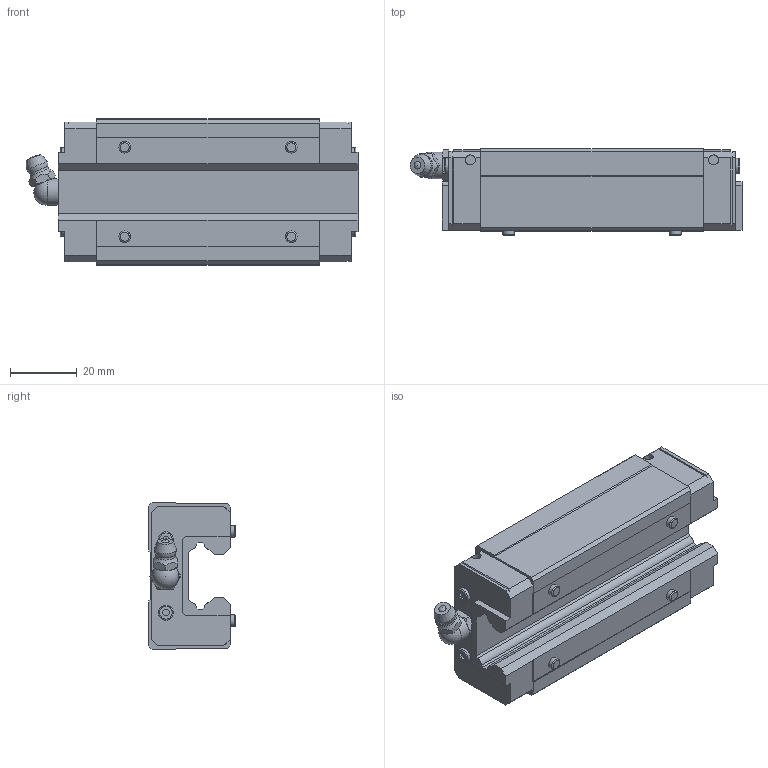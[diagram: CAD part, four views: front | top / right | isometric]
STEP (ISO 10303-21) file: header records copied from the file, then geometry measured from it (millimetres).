
FILE_DESCRIPTION(/* description */ ('STEP AP214'),/* implementation_level */ '2;1');
FILE_NAME(/* name */ 'HSR20LR1SS(GK) BLOCK(B-M6F1)',/* time_stamp */ '2023-02-06T12:41:21+01:00',/* author */ ('License CC BY-ND 4.0'),/* organization */ ('CADENAS'),/* preprocessor_version */ 'ST-DEVELOPER v18.102',/* originating_system */ 'PARTsolutions',/* authorisation */ ' ');
FILE_SCHEMA (('AUTOMOTIVE_DESIGN {1 0 10303 214 3 1 1}'));
Length unit declared in the file: millimetre
Products named in the file (3): HSR20LR1SS(GK) BLOCK(B-M6F1); hsr_ftht_B-M6F_grease_nipple_joint; HSR20LRSSB-M6F11R2S
Assembly tree (2 placements, depth 2):
  HSR20LR1SS(GK) BLOCK(B-M6F1)
    hsr_ftht_B-M6F_grease_nipple_joint
    HSR20LRSSB-M6F11R2S
Bounding box: 99.6 x 26 x 44 mm (x, y, z)
Volume: 73548.8 mm3; surface area: 17709 mm2
Topology: 2 solids, 2 shells, 230 faces, 590 edges, 379 vertices
Faces by surface type: plane 166, cylinder 30, cone 21, torus 10, sphere 3
Full cylindrical faces by diameter (mm): 3 x4, 3.43 x4, 4.134 x4, 4.5 x4, 4.917 x2, 6 x3, 8 x1
Entity records: 6629 total; most frequent: CARTESIAN_POINT 1226, DIRECTION 1068, ORIENTED_EDGE 1048, EDGE_CURVE 524, LINE 398, VECTOR 398, VERTEX_POINT 369, AXIS2_PLACEMENT_3D 335
